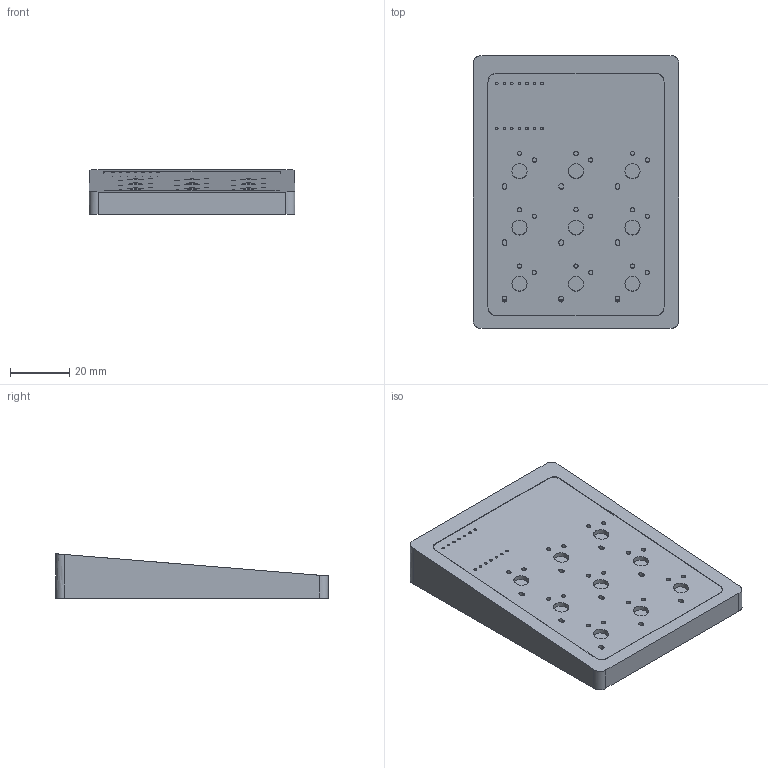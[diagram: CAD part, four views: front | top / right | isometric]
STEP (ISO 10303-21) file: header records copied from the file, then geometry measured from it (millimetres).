
FILE_DESCRIPTION(/* description */ ('STEP AP242','CAx-IF Rec.Pracs.---Representation and Presentation of Product Manufacturing Information (PMI)---4.0---2014-10-13','CAx-IF Rec.Pracs.---3D Tessellated Geometry---0.4---2014-09-14','2;1'),/* implementation_level */ '2;1');
FILE_NAME(/* name */ '67aefc8df5640914345c15bf',/* time_stamp */ '2025-02-14T08:19:26Z',/* author */ (''),/* organization */ (''),/* preprocessor_version */ 'ST-DEVELOPER v20',/* originating_system */ 'ONSHAPE BY PTC INC, 1.193',/* authorisation */ ' ');
FILE_SCHEMA (('AP242_MANAGED_MODEL_BASED_3D_ENGINEERING_MIM_LF { 1 0 10303 442 1 1 4 }'));
Length unit declared in the file: metre
Products named in the file (3): assembly; bottom; quant_PCB
Assembly tree (2 placements, depth 2):
  assembly
    bottom
    quant_PCB
Bounding box: 69.4 x 92 x 15 mm (x, y, z)
Volume: 58433.9 mm3; surface area: 28299.7 mm2
Topology: 2 solids, 2 shells, 454 faces, 1275 edges, 850 vertices
Faces by surface type: plane 196, bspline 150, cylinder 108
Full cylindrical faces by diameter (mm): 0.889 x14, 1.45 x18, 5.1 x9
Entity records: 15446 total; most frequent: CARTESIAN_POINT 4471, ORIENTED_EDGE 2468, DIRECTION 1748, EDGE_CURVE 1234, VERTEX_POINT 850, LINE 702, VECTOR 702, EDGE_LOOP 620
